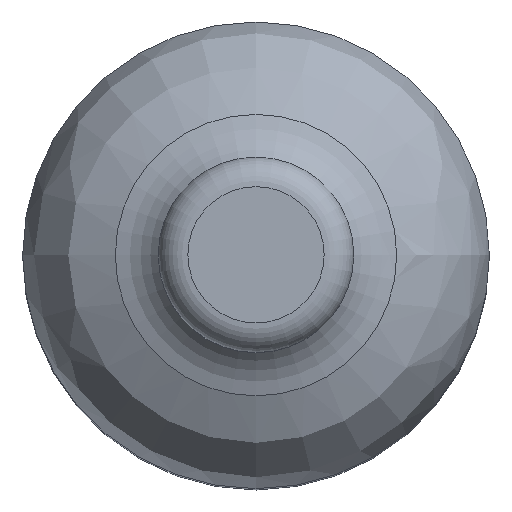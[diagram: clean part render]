
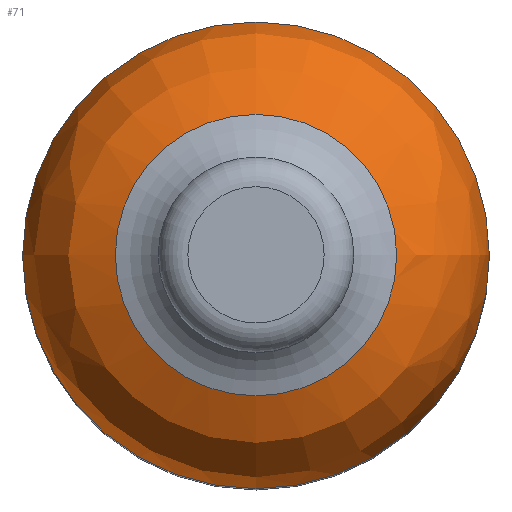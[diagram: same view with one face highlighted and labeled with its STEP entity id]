
A CAD part, top view. The second image highlights one B-rep face of the part: STEP entity #71.
In plain terms, the highlighted free-form (B-spline) face has degree [3, 3] with [4, 7] control points.
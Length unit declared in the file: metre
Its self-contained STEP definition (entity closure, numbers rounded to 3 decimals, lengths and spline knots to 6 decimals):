
#71 = ADVANCED_FACE( '', ( #142, #143 ), #144, .T. );
#142 = FACE_OUTER_BOUND( '', #213, .T. );
#143 = FACE_OUTER_BOUND( '', #214, .T. );
#144 = ( BOUNDED_SURFACE(  )B_SPLINE_SURFACE( 3, 3, ( ( #217, #218, #219, #220, #221, #222, #223 ), ( #224, #225, #226, #227, #228, #229, #230 ), ( #231, #232, #233, #234, #235, #236, #237 ), ( #238, #239, #240, #241, #242, #243, #244 ) ), .UNSPECIFIED., .F., .T., .F. )B_SPLINE_SURFACE_WITH_KNOTS( ( 4, 4 ), ( 4, 3, 4 ), ( 0., 6.283185 ), ( 0., 0.675848, 1.351696 ), .UNSPECIFIED. )GEOMETRIC_REPRESENTATION_ITEM(  )RATIONAL_B_SPLINE_SURFACE( ( ( 1., 0.333, 0.333, 1., 0.333, 0.333, 1. ), ( 0.853, 0.284, 0.284, 0.853, 0.284, 0.284, 0.853 ), ( 0.853, 0.284, 0.284, 0.853, 0.284, 0.284, 0.853 ), ( 1., 0.333, 0.333, 1., 0.333, 0.333, 1. ) ) )REPRESENTATION_ITEM( '' )SURFACE(  ) );
#213 = EDGE_LOOP( '', ( #324 ) );
#214 = EDGE_LOOP( '', ( #325 ) );
#217 = CARTESIAN_POINT( '', ( 0.006039, 0., 0.037979 ) );
#218 = CARTESIAN_POINT( '', ( 0.006039, 0.012077, 0.037979 ) );
#219 = CARTESIAN_POINT( '', ( -0.006039, 0.012077, 0.037979 ) );
#220 = CARTESIAN_POINT( '', ( -0.006039, 0., 0.037979 ) );
#221 = CARTESIAN_POINT( '', ( -0.006039, -0.012077, 0.037979 ) );
#222 = CARTESIAN_POINT( '', ( 0.006039, -0.012077, 0.037979 ) );
#223 = CARTESIAN_POINT( '', ( 0.006039, 0., 0.037979 ) );
#224 = CARTESIAN_POINT( '', ( 0.008462, 0., 0.037439 ) );
#225 = CARTESIAN_POINT( '', ( 0.008462, 0.016923, 0.037439 ) );
#226 = CARTESIAN_POINT( '', ( -0.008462, 0.016923, 0.037439 ) );
#227 = CARTESIAN_POINT( '', ( -0.008462, 0., 0.037439 ) );
#228 = CARTESIAN_POINT( '', ( -0.008462, -0.016923, 0.037439 ) );
#229 = CARTESIAN_POINT( '', ( 0.008462, -0.016923, 0.037439 ) );
#230 = CARTESIAN_POINT( '', ( 0.008462, 0., 0.037439 ) );
#231 = CARTESIAN_POINT( '', ( 0.010015, 0., 0.035502 ) );
#232 = CARTESIAN_POINT( '', ( 0.010015, 0.020029, 0.035502 ) );
#233 = CARTESIAN_POINT( '', ( -0.010015, 0.020029, 0.035502 ) );
#234 = CARTESIAN_POINT( '', ( -0.010015, 0., 0.035502 ) );
#235 = CARTESIAN_POINT( '', ( -0.010015, -0.020029, 0.035502 ) );
#236 = CARTESIAN_POINT( '', ( 0.010015, -0.020029, 0.035502 ) );
#237 = CARTESIAN_POINT( '', ( 0.010015, 0., 0.035502 ) );
#238 = CARTESIAN_POINT( '', ( 0.010015, 0., 0.03302 ) );
#239 = CARTESIAN_POINT( '', ( 0.010015, 0.020029, 0.03302 ) );
#240 = CARTESIAN_POINT( '', ( -0.010015, 0.020029, 0.03302 ) );
#241 = CARTESIAN_POINT( '', ( -0.010015, 0., 0.03302 ) );
#242 = CARTESIAN_POINT( '', ( -0.010015, -0.020029, 0.03302 ) );
#243 = CARTESIAN_POINT( '', ( 0.010015, -0.020029, 0.03302 ) );
#244 = CARTESIAN_POINT( '', ( 0.010015, 0., 0.03302 ) );
#324 = ORIENTED_EDGE( '', *, *, #359, .T. );
#325 = ORIENTED_EDGE( '', *, *, #347, .F. );
#347 = EDGE_CURVE( '', #375, #375, #376, .F. );
#359 = EDGE_CURVE( '', #394, #394, #395, .T. );
#375 = VERTEX_POINT( '', #414 );
#376 = CIRCLE( '', #415, 0.010015 );
#394 = VERTEX_POINT( '', #433 );
#395 = CIRCLE( '', #434, 0.006039 );
#414 = CARTESIAN_POINT( '', ( 0.010015, 0., 0.03302 ) );
#415 = AXIS2_PLACEMENT_3D( '', #452, #453, #454 );
#433 = CARTESIAN_POINT( '', ( -0.006039, 0., 0.037979 ) );
#434 = AXIS2_PLACEMENT_3D( '', #473, #474, #475 );
#452 = CARTESIAN_POINT( '', ( 0., 0., 0.03302 ) );
#453 = DIRECTION( '', ( 0., 0., 1. ) );
#454 = DIRECTION( '', ( 1., 0., 0. ) );
#473 = CARTESIAN_POINT( '', ( 0., 0., 0.037979 ) );
#474 = DIRECTION( '', ( 0., 0., -1. ) );
#475 = DIRECTION( '', ( -1., 0., 0. ) );
